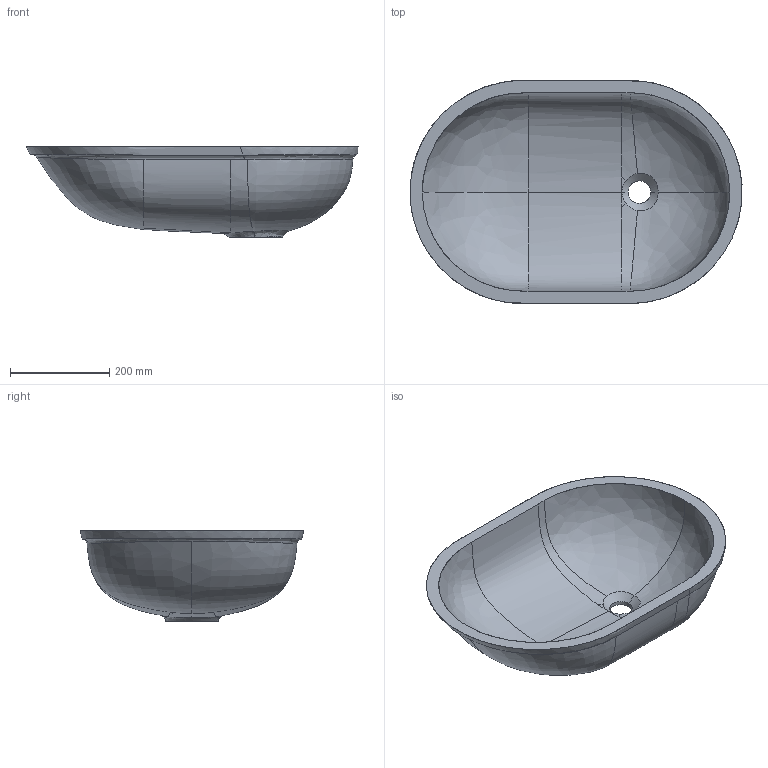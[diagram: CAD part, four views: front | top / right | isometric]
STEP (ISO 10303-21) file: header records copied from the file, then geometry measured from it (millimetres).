
FILE_DESCRIPTION(/* description */ (''),/* implementation_level */ '2;1');
FILE_NAME(/* name */ 'CARE53~1',/* time_stamp */ '2015-12-22T14:21:03+01:00',/* author */ (''),/* organization */ (''),/* preprocessor_version */ 'ST-DEVELOPER v15',/* originating_system */ '',/* authorisation */ '');
FILE_SCHEMA (('AUTOMOTIVE_DESIGN_CC2'));
Length unit declared in the file: millimetre
Products named in the file (1): Document
Bounding box: 669.17 x 450.02 x 183 mm (x, y, z)
Surface area: 804138.6 mm2 (no closed solid volume)
Topology: 0 solids, 2 shells, 37 faces, 120 edges, 68 vertices
Faces by surface type: bspline 35, plane 2
Entity records: 67580 total; most frequent: CARTESIAN_POINT 66917, ORIENTED_EDGE 183, EDGE_CURVE 117, B_SPLINE_CURVE_WITH_KNOTS 115, VERTEX_POINT 68, EDGE_LOOP 39, ADVANCED_FACE 37, FACE_OUTER_BOUND 37
